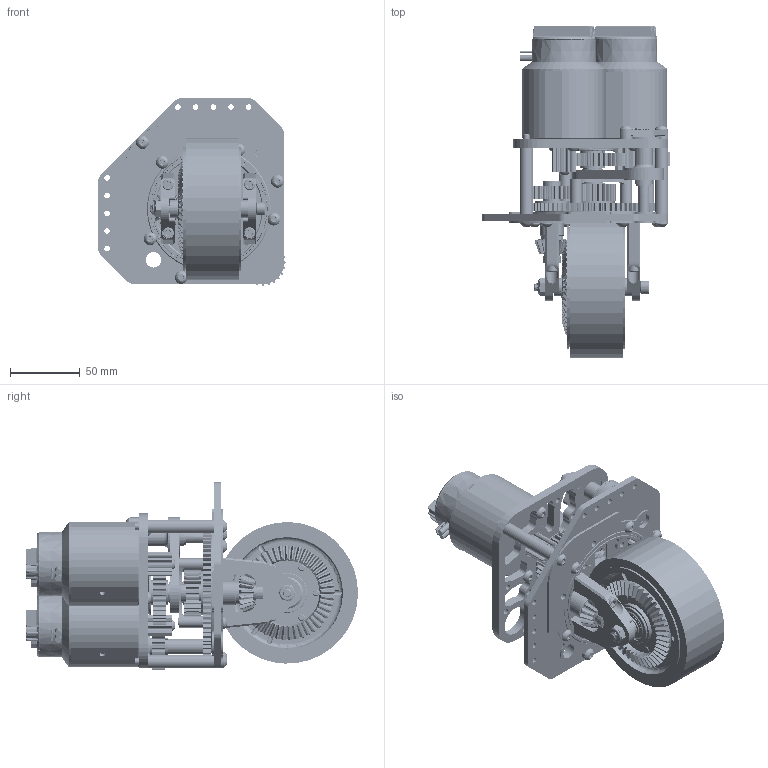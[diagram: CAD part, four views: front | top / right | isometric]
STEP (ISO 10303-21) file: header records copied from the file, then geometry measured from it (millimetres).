
FILE_DESCRIPTION (( 'STEP AP214' ), '1' );
FILE_NAME ('WCP-0360 Rev1 - Swerve X (Tube Mount).step', '2023-02-01T22:59:23', ( '' ), ( '' ), 'SwSTEP 2.0', 'SolidWorks 2020', '' );
FILE_SCHEMA (( 'AUTOMOTIVE_DESIGN' ));
Length unit declared in the file: inch
Products named in the file (51): WCP-0781_0_500_flanged_bearing; WCP-0364-001 Rev1; WCP-0779_0_375_flanged_bearing; WCP-0542 Rev1; WCP-0367-006 Rev1; WCP-0276 Rev1; WCP-0229 Rev1; WCP-0367-012 Rev1_Straight; NFS-0024_250-20_thin_locknut_90566A029; WCP-0360 Rev1 - Swerve X (Tube Mount); WCP-0233 Rev1; 10-32 BHCS - No Thread_WCP-0253 - 0.500; WCP-0366 Rev1_Default<As Machined>; WCP-0041_0_250_radial_bearing; WCP-0367-010 Rev1; WCP-0778_0_500_radial_bearing; 10-32 BHCS - No Thread_WCP-0251 - 0.250; 0250-20_3L_SHCS_91251A554; 217-6515_Falcon_500_Falcon Medium Shaft<As Machined>; WCP-0434 Rev1; WCP-0775_0_250_radial_bearing; 10-32 BHCS - No Thread_WCP-0261 - 2.500; WCP-0364-006 Rev1; WCP-0367-002 Rev3; WCP-0785_0_500_flanged_thunderhex_bearing; NFS-0018_SHCS_#10-32_1_750L_Default<As Machined>; WCP-0364-005 Rev2; WCP-0364 Rev1 - WCP X Wheel Module; WCP-0367-004 Rev1; WCP-0784_0375_flanged_thunderhex_bearing; 217-6919_Falcon_12T; WCP-0387 Rev1; 217-6915_Falcon_8T; Encoder Belt; 8-32 BHCS_0.500; WCP-0360-002 Rev2; WCP-0367-003 Rev2; 217-5464_24T_500_hex_steel; CANcoder; WCP-0156 Rev1 ...
Assembly tree (83 placements, depth 3):
  WCP-0360 Rev1 - Swerve X (Tube Mount)
    WCP-0364 Rev1 - WCP X Wheel Module
      WCP-0364-001 Rev1
      WCP-0366 Rev1_Default<As Machined>  x2
      WCP-0364-006 Rev1
      WCP-0364-005 Rev2
      WCP-0365 Rev2
      WCP-0233 Rev1
      WCP-0364-002 Rev1
      WCP-0276 Rev1
      WCP-0364-008 Rev1
      WCP-0357 Rev1
      WCP-0784_0375_flanged_thunderhex_bearing
      WCP-0775_0_250_radial_bearing
      WCP-0778_0_500_radial_bearing  x2
      WCP-0781_0_500_flanged_bearing
      NFS-0018_SHCS_#10-32_1_750L_Default<As Machined>  x4
      8-32 BHCS_0.500
      NFS-0059_SHCS_#4-40_0_875L_91251A113  x5
      10-32 SHCS - No Thread_WCP-0265 - 0.375  x6
      NFS-0024_250-20_thin_locknut_90566A029
      WCP-0229 Rev1  x2
      WCP-0367-002 Rev3
      WCP-0367-006 Rev1
      WCP-0367-010 Rev1
      WCP-0434 Rev1
      217-5464_24T_500_hex_steel
      0250-20_3L_SHCS_91251A554
    WCP-0360-001 Rev1
    WCP-0360-002 Rev2
    WCP-0364-003 Rev1
    WCP-0364-004 Rev1
    WCP-0367-009 Rev1
    WCP-0387 Rev1  x3
    217-6515_Falcon_500_Falcon Medium Shaft<As Machined>  x2
    WCP-0779_0_375_flanged_bearing
    WCP-0775_0_250_radial_bearing
    WCP-0041_0_250_radial_bearing
    WCP-0784_0375_flanged_thunderhex_bearing
    WCP-0785_0_500_flanged_thunderhex_bearing
    217-6915_Falcon_8T
    217-6919_Falcon_12T
    WCP-0542 Rev1
    WCP-0538 Rev1
    10-32 BHCS - No Thread_WCP-0251 - 0.250  x5
    10-32 BHCS - No Thread_WCP-0261 - 2.500  x3
    10-32 BHCS - No Thread_WCP-0253 - 0.500  x6
    8-32 BHCS_0.500  x2
    WCP-0367-003 Rev2
    WCP-0367-004 Rev1
    WCP-0367-012 Rev1_Straight
    CANcoder
    WCP-0156 Rev1
    Encoder Belt
Bounding box: 134.55 x 238.19 x 134.55 mm (x, y, z)
Volume: 810708.4 mm3; surface area: 340292.4 mm2
Topology: 139 solids, 211 shells, 7665 faces, 19940 edges, 12696 vertices
Faces by surface type: cylinder 3591, plane 1811, bspline 970, cone 805, sphere 272, torus 216
Entity records: 283104 total; most frequent: CARTESIAN_POINT 143694, ORIENTED_EDGE 26822, DIRECTION 23734, EDGE_CURVE 13494, AXIS2_PLACEMENT_3D 9062, VERTEX_POINT 8820, EDGE_LOOP 5626, VECTOR 5610
